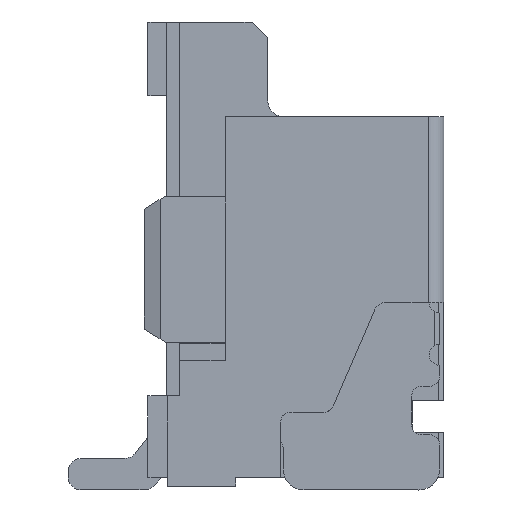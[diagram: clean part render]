
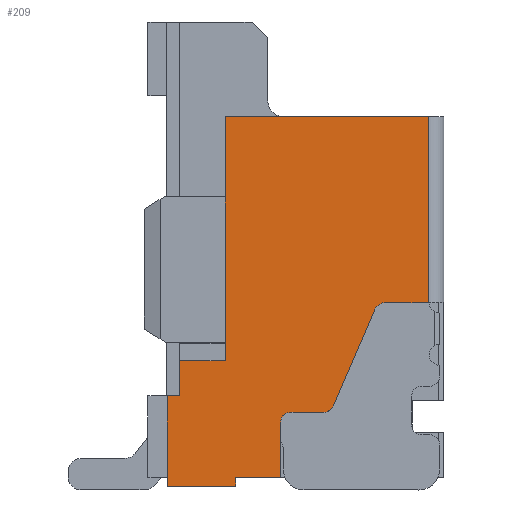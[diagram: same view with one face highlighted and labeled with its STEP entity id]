
A CAD part, left-side view. The second image highlights one B-rep face of the part: STEP entity #209.
In plain terms, the highlighted planar face has unit normal (-1, 0, 0).
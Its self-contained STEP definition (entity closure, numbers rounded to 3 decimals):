
#35=CARTESIAN_POINT('',(-6.,-0.78,0.));
#36=VERTEX_POINT('',#35);
#37=CARTESIAN_POINT('',(-6.,-0.78,-3.54));
#38=VERTEX_POINT('',#37);
#39=CARTESIAN_POINT('',(-6.,-0.78,0.));
#40=DIRECTION('',(0.,0.,-1.));
#41=VECTOR('',#40,3.54);
#42=LINE('',#39,#41);
#43=EDGE_CURVE('',#36,#38,#42,.T.);
#72=CARTESIAN_POINT('',(-6.,1.7,-3.56));
#73=DIRECTION('',(0.,-1.,0.));
#74=DIRECTION('',(-1.,0.,0.));
#75=AXIS2_PLACEMENT_3D('',#72,#74,#73);
#76=PLANE('',#75);
#77=CARTESIAN_POINT('',(-6.,2.88,-6.86));
#78=VERTEX_POINT('',#77);
#79=CARTESIAN_POINT('',(-6.,2.03,-6.86));
#80=VERTEX_POINT('',#79);
#81=CARTESIAN_POINT('',(-6.,2.88,-6.86));
#82=DIRECTION('',(0.,-1.,0.));
#83=VECTOR('',#82,0.85);
#84=LINE('',#81,#83);
#85=EDGE_CURVE('',#78,#80,#84,.T.);
#86=ORIENTED_EDGE('',*,*,#85,.T.);
#87=CARTESIAN_POINT('',(-6.,2.03,-5.82));
#88=VERTEX_POINT('',#87);
#89=CARTESIAN_POINT('',(-6.,2.03,-6.86));
#90=DIRECTION('',(0.,0.,1.));
#91=VECTOR('',#90,1.04);
#92=LINE('',#89,#91);
#93=EDGE_CURVE('',#80,#88,#92,.T.);
#94=ORIENTED_EDGE('',*,*,#93,.T.);
#95=CARTESIAN_POINT('',(-6.,1.83,-5.62));
#96=VERTEX_POINT('',#95);
#97=CARTESIAN_POINT('',(-6.,1.83,-5.82));
#98=DIRECTION('',(0.,1.,0.));
#99=DIRECTION('',(1.,0.,0.));
#100=AXIS2_PLACEMENT_3D('',#97,#99,#98);
#101=CIRCLE('',#100,0.2);
#102=EDGE_CURVE('',#88,#96,#101,.T.);
#103=ORIENTED_EDGE('',*,*,#102,.T.);
#104=CARTESIAN_POINT('',(-6.,1.206,-5.62));
#105=VERTEX_POINT('',#104);
#106=CARTESIAN_POINT('',(-6.,1.83,-5.62));
#107=DIRECTION('',(0.,-1.,0.));
#108=VECTOR('',#107,0.624);
#109=LINE('',#106,#108);
#110=EDGE_CURVE('',#96,#105,#109,.T.);
#111=ORIENTED_EDGE('',*,*,#110,.T.);
#112=CARTESIAN_POINT('',(-6.,1.023,-5.499));
#113=VERTEX_POINT('',#112);
#114=CARTESIAN_POINT('',(-6.,1.206,-5.42));
#115=DIRECTION('',(0.,0.,-1.));
#116=DIRECTION('',(-1.,0.,0.));
#117=AXIS2_PLACEMENT_3D('',#114,#116,#115);
#118=CIRCLE('',#117,0.2);
#119=EDGE_CURVE('',#105,#113,#118,.T.);
#120=ORIENTED_EDGE('',*,*,#119,.T.);
#121=CARTESIAN_POINT('',(-6.,0.232,-3.661));
#122=VERTEX_POINT('',#121);
#123=CARTESIAN_POINT('',(-6.,1.023,-5.499));
#124=DIRECTION('',(0.,-0.395,0.919));
#125=VECTOR('',#124,2.001);
#126=LINE('',#123,#125);
#127=EDGE_CURVE('',#113,#122,#126,.T.);
#128=ORIENTED_EDGE('',*,*,#127,.T.);
#129=CARTESIAN_POINT('',(-6.,0.048,-3.54));
#130=VERTEX_POINT('',#129);
#131=CARTESIAN_POINT('',(-6.,0.048,-3.74));
#132=DIRECTION('',(0.,0.919,0.395));
#133=DIRECTION('',(1.,0.,0.));
#134=AXIS2_PLACEMENT_3D('',#131,#133,#132);
#135=CIRCLE('',#134,0.2);
#136=EDGE_CURVE('',#122,#130,#135,.T.);
#137=ORIENTED_EDGE('',*,*,#136,.T.);
#138=CARTESIAN_POINT('',(-6.,0.048,-3.54));
#139=DIRECTION('',(0.,-1.,0.));
#140=VECTOR('',#139,0.828);
#141=LINE('',#138,#140);
#142=EDGE_CURVE('',#130,#38,#141,.T.);
#143=ORIENTED_EDGE('',*,*,#142,.T.);
#144=ORIENTED_EDGE('',*,*,#43,.F.);
#145=CARTESIAN_POINT('',(-6.,3.08,0.));
#146=VERTEX_POINT('',#145);
#147=CARTESIAN_POINT('',(-6.,-0.78,0.));
#148=DIRECTION('',(0.,1.,0.));
#149=VECTOR('',#148,3.86);
#150=LINE('',#147,#149);
#151=EDGE_CURVE('',#36,#146,#150,.T.);
#152=ORIENTED_EDGE('',*,*,#151,.T.);
#153=CARTESIAN_POINT('',(-6.,3.08,-4.64));
#154=VERTEX_POINT('',#153);
#155=CARTESIAN_POINT('',(-6.,3.08,-4.64));
#156=DIRECTION('',(0.,0.,1.));
#157=VECTOR('',#156,4.64);
#158=LINE('',#155,#157);
#159=EDGE_CURVE('',#154,#146,#158,.T.);
#160=ORIENTED_EDGE('',*,*,#159,.F.);
#161=CARTESIAN_POINT('',(-6.,3.95,-4.64));
#162=VERTEX_POINT('',#161);
#163=CARTESIAN_POINT('',(-6.,3.08,-4.64));
#164=DIRECTION('',(0.,1.,0.));
#165=VECTOR('',#164,0.87);
#166=LINE('',#163,#165);
#167=EDGE_CURVE('',#154,#162,#166,.T.);
#168=ORIENTED_EDGE('',*,*,#167,.T.);
#169=CARTESIAN_POINT('',(-6.,3.95,-5.31));
#170=VERTEX_POINT('',#169);
#171=CARTESIAN_POINT('',(-6.,3.95,-4.64));
#172=DIRECTION('',(0.,0.,-1.));
#173=VECTOR('',#172,0.67);
#174=LINE('',#171,#173);
#175=EDGE_CURVE('',#162,#170,#174,.T.);
#176=ORIENTED_EDGE('',*,*,#175,.T.);
#177=CARTESIAN_POINT('',(-6.,4.18,-5.31));
#178=VERTEX_POINT('',#177);
#179=CARTESIAN_POINT('',(-6.,3.95,-5.31));
#180=DIRECTION('',(0.,1.,0.));
#181=VECTOR('',#180,0.23);
#182=LINE('',#179,#181);
#183=EDGE_CURVE('',#170,#178,#182,.T.);
#184=ORIENTED_EDGE('',*,*,#183,.T.);
#185=CARTESIAN_POINT('',(-6.,4.18,-7.03));
#186=VERTEX_POINT('',#185);
#187=CARTESIAN_POINT('',(-6.,4.18,-5.31));
#188=DIRECTION('',(0.,0.,-1.));
#189=VECTOR('',#188,1.72);
#190=LINE('',#187,#189);
#191=EDGE_CURVE('',#178,#186,#190,.T.);
#192=ORIENTED_EDGE('',*,*,#191,.T.);
#193=CARTESIAN_POINT('',(-6.,2.88,-7.03));
#194=VERTEX_POINT('',#193);
#195=CARTESIAN_POINT('',(-6.,4.18,-7.03));
#196=DIRECTION('',(0.,-1.,0.));
#197=VECTOR('',#196,1.3);
#198=LINE('',#195,#197);
#199=EDGE_CURVE('',#186,#194,#198,.T.);
#200=ORIENTED_EDGE('',*,*,#199,.T.);
#201=CARTESIAN_POINT('',(-6.,2.88,-7.03));
#202=DIRECTION('',(0.,0.,1.));
#203=VECTOR('',#202,0.17);
#204=LINE('',#201,#203);
#205=EDGE_CURVE('',#194,#78,#204,.T.);
#206=ORIENTED_EDGE('',*,*,#205,.T.);
#207=EDGE_LOOP('',(#86,#94,#103,#111,#120,#128,#137,#143,#144,#152,#160,#168,#176,#184,#192,#200,#206));
#208=FACE_OUTER_BOUND('',#207,.T.);
#209=ADVANCED_FACE('',(#208),#76,.T.);
